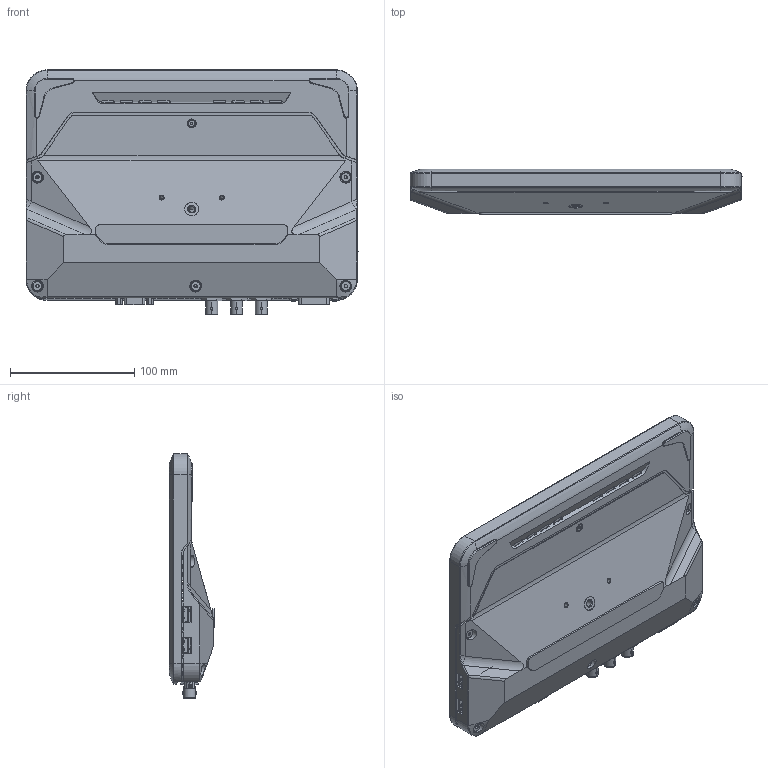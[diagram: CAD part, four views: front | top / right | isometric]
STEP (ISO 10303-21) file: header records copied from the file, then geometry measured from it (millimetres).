
FILE_DESCRIPTION (( 'STEP AP214' ), '1' );
FILE_NAME ('SK-10263- Miro1.STEP', '2022-01-04T21:03:40', ( '' ), ( '' ), 'SwSTEP 2.0', 'SolidWorks 2020', '' );
FILE_SCHEMA (( 'AUTOMOTIVE_DESIGN' ));
Length unit declared in the file: millimetre
Products named in the file (1): SK-10263- Miro1
Bounding box: 267.68 x 36.59 x 196.93 mm (x, y, z)
Surface area: 203133.3 mm2 (no closed solid volume)
Topology: 0 solids, 94 shells, 1231 faces, 6435 edges, 5222 vertices
Faces by surface type: plane 644, cylinder 292, bspline 168, cone 111, torus 16
Full cylindrical faces by diameter (mm): 2.413 x2, 3.3 x2, 3.62 x2, 5.105 x1, 5.74 x1, 7.145 x1, 7.925 x4, 9.525 x5, 11.2 x1, 12.59 x3
Entity records: 93079 total; most frequent: CARTESIAN_POINT 38121, ORIENTED_EDGE 8557, EDGE_CURVE 6381, DIRECTION 5576, VERTEX_POINT 5210, B_SPLINE_CURVE_WITH_KNOTS 3501, LINE 2106, VECTOR 2106
